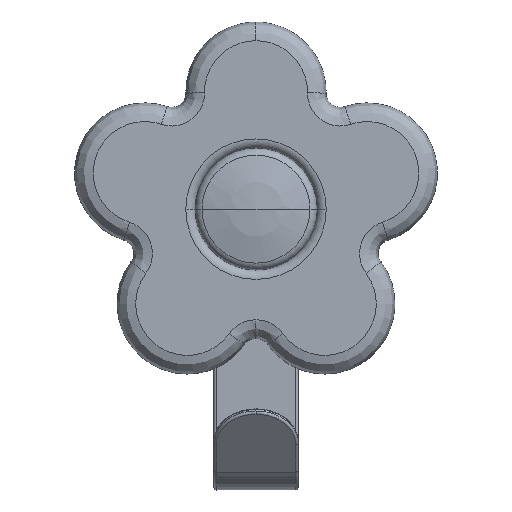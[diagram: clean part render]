
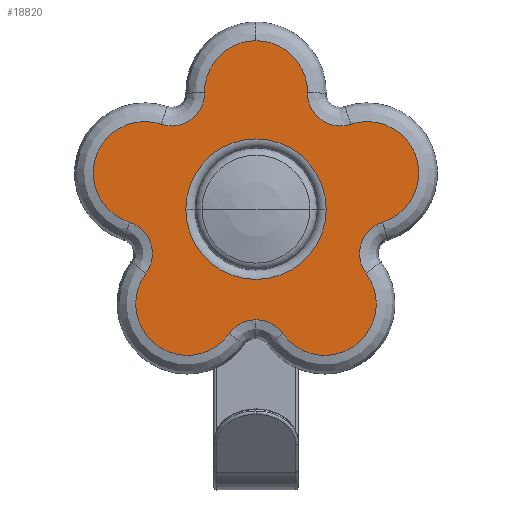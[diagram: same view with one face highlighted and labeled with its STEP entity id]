
A CAD part, top view. The second image highlights one B-rep face of the part: STEP entity #18820.
In plain terms, the highlighted face is planar.
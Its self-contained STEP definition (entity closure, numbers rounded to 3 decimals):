
#17340=CARTESIAN_POINT('',(0.,-36.,-8.));
#17350=VERTEX_POINT('',#17340);
#17380=CARTESIAN_POINT('',(0.,-25.,-8.));
#17390=DIRECTION('',(0.,0.,1.));
#17400=DIRECTION('',(-1.,0.,0.));
#17410=AXIS2_PLACEMENT_3D('',#17380,#17390,#17400);
#17420=CIRCLE('',#17410,11.);
#17430=CARTESIAN_POINT('',(-10.999,-24.861,-8.));
#17440=VERTEX_POINT('',#17430);
#17450=EDGE_CURVE('',#17440,#17350,#17420,.T.);
#17580=CARTESIAN_POINT('',(0.,0.,-8.));
#17590=DIRECTION('',(0.,0.,1.));
#17600=DIRECTION('',(-1.,0.,0.));
#17610=AXIS2_PLACEMENT_3D('',#17580,#17590,#17600);
#17620=PLANE('',#17610);
#17630=CARTESIAN_POINT('',(-14.695,20.225,-8.));
#17640=DIRECTION('',(0.,0.,1.));
#17650=DIRECTION('',(-1.,0.,0.));
#17660=AXIS2_PLACEMENT_3D('',#17630,#17640,#17650);
#17670=CIRCLE('',#17660,11.);
#17680=CARTESIAN_POINT('',(-5.715,26.578,-8.));
#17690=VERTEX_POINT('',#17680);
#17700=CARTESIAN_POINT('',(-23.512,13.648,-8.));
#17710=VERTEX_POINT('',#17700);
#17720=EDGE_CURVE('',#17690,#17710,#17670,.T.);
#17730=ORIENTED_EDGE('',*,*,#17720,.F.);
#17740=CARTESIAN_POINT('',(-29.122,9.462,-8.));
#17750=DIRECTION('',(0.,0.,1.));
#17760=DIRECTION('',(-1.,0.,0.));
#17770=AXIS2_PLACEMENT_3D('',#17740,#17750,#17760);
#17780=CIRCLE('',#17770,7.);
#17790=CARTESIAN_POINT('',(-27.043,2.778,-8.));
#17800=VERTEX_POINT('',#17790);
#17810=EDGE_CURVE('',#17800,#17710,#17780,.T.);
#17820=ORIENTED_EDGE('',*,*,#17810,.T.);
#17830=CARTESIAN_POINT('',(-23.776,-7.725,-8.));
#17840=DIRECTION('',(0.,0.,1.));
#17850=DIRECTION('',(-1.,0.,0.));
#17860=AXIS2_PLACEMENT_3D('',#17830,#17840,#17850);
#17870=CIRCLE('',#17860,11.);
#17880=CARTESIAN_POINT('',(-20.246,-18.143,-8.));
#17890=VERTEX_POINT('',#17880);
#17900=EDGE_CURVE('',#17800,#17890,#17870,.T.);
#17910=ORIENTED_EDGE('',*,*,#17900,.F.);
#17920=CARTESIAN_POINT('',(-17.999,-24.773,-8.));
#17930=DIRECTION('',(0.,0.,1.));
#17940=DIRECTION('',(-1.,0.,0.));
#17950=AXIS2_PLACEMENT_3D('',#17920,#17930,#17940);
#17960=CIRCLE('',#17950,7.);
#17970=EDGE_CURVE('',#17440,#17890,#17960,.T.);
#17980=ORIENTED_EDGE('',*,*,#17970,.T.);
#17990=ORIENTED_EDGE('',*,*,#17450,.F.);
#18000=CARTESIAN_POINT('',(0.,-25.,-8.));
#18010=DIRECTION('',(0.,0.,-1.));
#18020=DIRECTION('',(1.,0.,0.));
#18030=AXIS2_PLACEMENT_3D('',#18000,#18010,#18020);
#18040=CIRCLE('',#18030,11.);
#18050=CARTESIAN_POINT('',(10.999,-24.861,-8.));
#18060=VERTEX_POINT('',#18050);
#18070=EDGE_CURVE('',#18060,#17350,#18040,.T.);
#18080=ORIENTED_EDGE('',*,*,#18070,.T.);
#18090=CARTESIAN_POINT('',(17.999,-24.773,-8.));
#18100=DIRECTION('',(0.,0.,-1.));
#18110=DIRECTION('',(1.,0.,0.));
#18120=AXIS2_PLACEMENT_3D('',#18090,#18100,#18110);
#18130=CIRCLE('',#18120,7.);
#18140=CARTESIAN_POINT('',(20.246,-18.143,-8.));
#18150=VERTEX_POINT('',#18140);
#18160=EDGE_CURVE('',#18060,#18150,#18130,.T.);
#18170=ORIENTED_EDGE('',*,*,#18160,.F.);
#18180=CARTESIAN_POINT('',(23.776,-7.725,-8.));
#18190=DIRECTION('',(0.,0.,-1.));
#18200=DIRECTION('',(1.,0.,0.));
#18210=AXIS2_PLACEMENT_3D('',#18180,#18190,#18200);
#18220=CIRCLE('',#18210,11.);
#18230=CARTESIAN_POINT('',(27.043,2.778,-8.));
#18240=VERTEX_POINT('',#18230);
#18250=EDGE_CURVE('',#18240,#18150,#18220,.T.);
#18260=ORIENTED_EDGE('',*,*,#18250,.T.);
#18270=CARTESIAN_POINT('',(29.122,9.462,-8.));
#18280=DIRECTION('',(0.,0.,-1.));
#18290=DIRECTION('',(1.,0.,0.));
#18300=AXIS2_PLACEMENT_3D('',#18270,#18280,#18290);
#18310=CIRCLE('',#18300,7.);
#18320=CARTESIAN_POINT('',(23.512,13.648,-8.));
#18330=VERTEX_POINT('',#18320);
#18340=EDGE_CURVE('',#18240,#18330,#18310,.T.);
#18350=ORIENTED_EDGE('',*,*,#18340,.F.);
#18360=CARTESIAN_POINT('',(14.695,20.225,-8.));
#18370=DIRECTION('',(0.,0.,-1.));
#18380=DIRECTION('',(1.,0.,0.));
#18390=AXIS2_PLACEMENT_3D('',#18360,#18370,#18380);
#18400=CIRCLE('',#18390,11.);
#18410=CARTESIAN_POINT('',(5.715,26.578,-8.));
#18420=VERTEX_POINT('',#18410);
#18430=EDGE_CURVE('',#18420,#18330,#18400,.T.);
#18440=ORIENTED_EDGE('',*,*,#18430,.T.);
#18450=CARTESIAN_POINT('',(0.,30.621,-8.));
#18460=DIRECTION('',(0.,0.,-1.));
#18470=DIRECTION('',(1.,0.,0.));
#18480=AXIS2_PLACEMENT_3D('',#18450,#18460,#18470);
#18490=CIRCLE('',#18480,7.);
#18500=CARTESIAN_POINT('',(0.,23.621,-8.));
#18510=VERTEX_POINT('',#18500);
#18520=EDGE_CURVE('',#18420,#18510,#18490,.T.);
#18530=ORIENTED_EDGE('',*,*,#18520,.F.);
#18540=CARTESIAN_POINT('',(0.,30.621,-8.));
#18550=DIRECTION('',(0.,0.,1.));
#18560=DIRECTION('',(-1.,0.,0.));
#18570=AXIS2_PLACEMENT_3D('',#18540,#18550,#18560);
#18580=CIRCLE('',#18570,7.);
#18590=EDGE_CURVE('',#17690,#18510,#18580,.T.);
#18600=ORIENTED_EDGE('',*,*,#18590,.T.);
#18610=EDGE_LOOP('',(#18600,#18530,#18440,#18350,#18260,#18170,#18080,
#17990,#17980,#17910,#17820,#17730));
#18620=FACE_OUTER_BOUND('',#18610,.T.);
#18630=CARTESIAN_POINT('',(0.,0.,-8.));
#18640=DIRECTION('',(0.,0.,-1.));
#18650=DIRECTION('',(1.,0.,0.));
#18660=AXIS2_PLACEMENT_3D('',#18630,#18640,#18650);
#18670=CIRCLE('',#18660,15.);
#18680=CARTESIAN_POINT('',(0.,-15.,-8.));
#18690=VERTEX_POINT('',#18680);
#18700=CARTESIAN_POINT('',(-15.,0.,-8.));
#18710=VERTEX_POINT('',#18700);
#18720=EDGE_CURVE('',#18690,#18710,#18670,.T.);
#18730=ORIENTED_EDGE('',*,*,#18720,.F.);
#18740=CARTESIAN_POINT('',(15.,0.,-8.));
#18750=VERTEX_POINT('',#18740);
#18760=EDGE_CURVE('',#18710,#18750,#18670,.T.);
#18770=ORIENTED_EDGE('',*,*,#18760,.F.);
#18780=EDGE_CURVE('',#18750,#18690,#18670,.T.);
#18790=ORIENTED_EDGE('',*,*,#18780,.F.);
#18800=EDGE_LOOP('',(#18790,#18770,#18730));
#18810=FACE_BOUND('',#18800,.T.);
#18820=ADVANCED_FACE('',(#18620,#18810),#17620,.F.);
